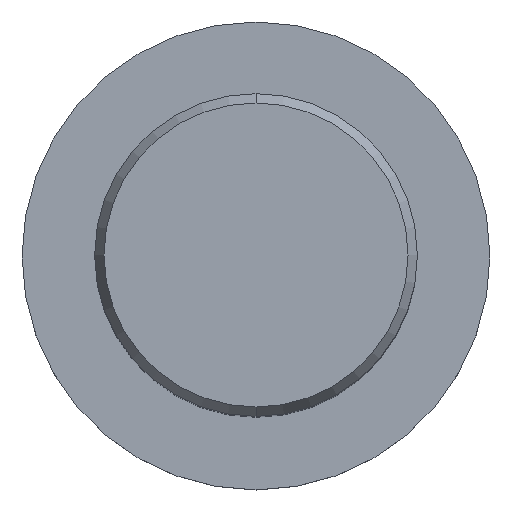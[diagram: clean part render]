
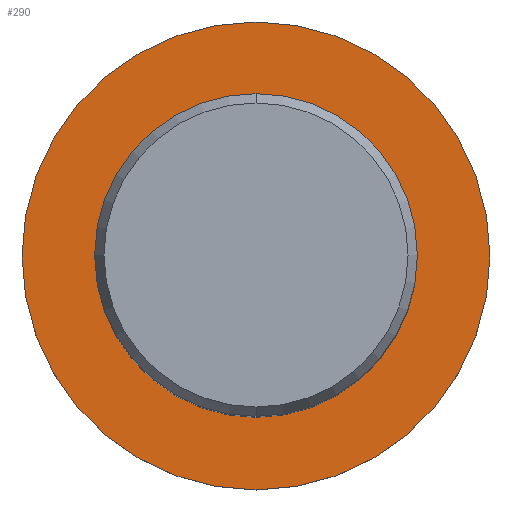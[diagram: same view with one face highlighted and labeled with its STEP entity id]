
A CAD part, top view. The second image highlights one B-rep face of the part: STEP entity #290.
In plain terms, the highlighted planar face has unit normal (0, 0, 1).
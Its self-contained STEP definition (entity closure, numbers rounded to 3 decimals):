
#286=VERTEX_POINT('',#746);
#290=ADVANCED_FACE('',(#750,#751),#752,.T.);
#300=EDGE_CURVE('',#634,#286,#762,.T.);
#334=EDGE_CURVE('',#640,#374,#798,.T.);
#374=VERTEX_POINT('',#844);
#516=EDGE_CURVE('',#374,#640,#998,.T.);
#586=EDGE_CURVE('',#286,#634,#1076,.T.);
#634=VERTEX_POINT('',#1131);
#640=VERTEX_POINT('',#1138);
#746=CARTESIAN_POINT('',(0.,-29.0,-68.0));
#750=FACE_BOUND('',#1283,.T.);
#751=FACE_OUTER_BOUND('',#1284,.T.);
#752=PLANE('',#1285);
#762=CIRCLE('',#1300,29.0);
#798=CIRCLE('',#1373,20.0);
#844=CARTESIAN_POINT('',(0.,-20.0,-68.0));
#998=CIRCLE('',#1761,20.0);
#1076=CIRCLE('',#1923,29.0);
#1131=CARTESIAN_POINT('',(0.0,29.0,-68.0));
#1138=CARTESIAN_POINT('',(0.0,20.0,-68.0));
#1283=EDGE_LOOP('',(#2146,#2147));
#1284=EDGE_LOOP('',(#2148,#2149));
#1285=AXIS2_PLACEMENT_3D('',#2150,#2151,#2152);
#1300=AXIS2_PLACEMENT_3D('',#2155,#2156,#2157);
#1373=AXIS2_PLACEMENT_3D('',#2193,#2194,#2195);
#1761=AXIS2_PLACEMENT_3D('',#2447,#2448,#2449);
#1923=AXIS2_PLACEMENT_3D('',#2545,#2546,#2547);
#2146=ORIENTED_EDGE('',*,*,#334,.T.);
#2147=ORIENTED_EDGE('',*,*,#516,.T.);
#2148=ORIENTED_EDGE('',*,*,#300,.F.);
#2149=ORIENTED_EDGE('',*,*,#586,.F.);
#2150=CARTESIAN_POINT('',(0.0,14.5,-68.0));
#2151=DIRECTION('',(-0.0,0.0,1.0));
#2152=DIRECTION('',(0.0,-1.0,0.0));
#2155=CARTESIAN_POINT('',(0.0,0.0,-68.0));
#2156=DIRECTION('',(0.0,0.0,-1.0));
#2157=DIRECTION('',(0.0,1.0,0.0));
#2193=CARTESIAN_POINT('',(0.0,0.0,-68.0));
#2194=DIRECTION('',(-0.0,0.0,-1.0));
#2195=DIRECTION('',(0.0,1.0,0.0));
#2447=CARTESIAN_POINT('',(0.0,0.0,-68.0));
#2448=DIRECTION('',(-0.0,0.0,-1.0));
#2449=DIRECTION('',(0.0,1.0,0.0));
#2545=CARTESIAN_POINT('',(0.0,0.0,-68.0));
#2546=DIRECTION('',(0.0,0.0,-1.0));
#2547=DIRECTION('',(0.0,1.0,0.0));
